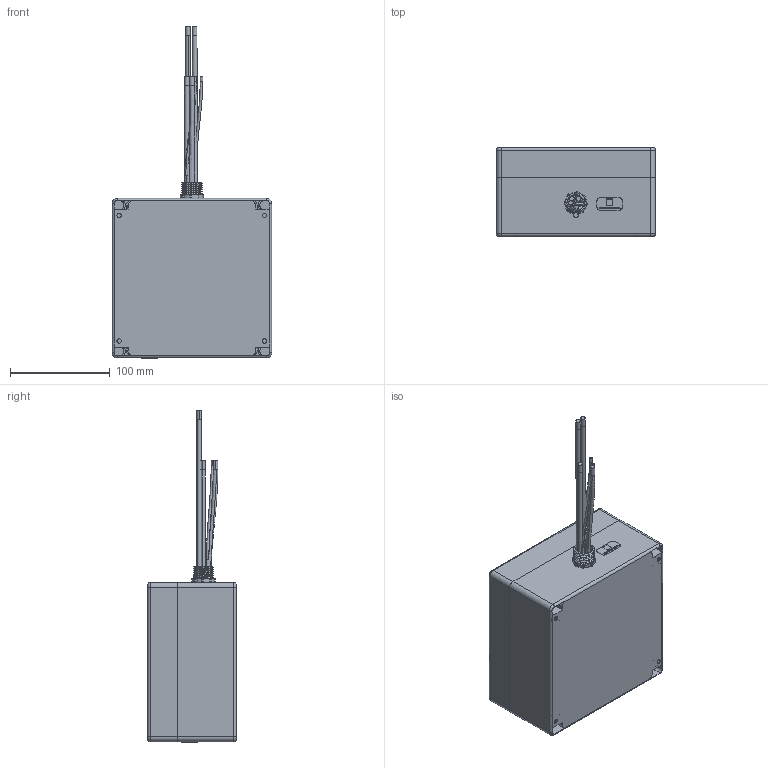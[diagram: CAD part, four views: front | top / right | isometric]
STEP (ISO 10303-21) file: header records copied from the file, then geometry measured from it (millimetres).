
FILE_DESCRIPTION (( 'STEP AP214' ), '1' );
FILE_NAME ('B70-00-6000-E.STEP', '2019-01-16T22:00:00', ( '' ), ( '' ), 'SwSTEP 2.0', 'SolidWorks 2018', '' );
FILE_SCHEMA (( 'AUTOMOTIVE_DESIGN' ));
Length unit declared in the file: inch
Products named in the file (35): Cable_1^3320-1534 rev a; B70-67-6000; B70-20-0001; Double-sided tape; Cable^3320-1768_; Cable^3320-1537 rev a; 3320-1532 277-480 WIRE; Conduit Collar; Cable^3320-1532 277-480 WIRE; CR-PHMS 0.138-32x0.75x0.75-S; 299-000-265; B70-50-0001; Cable_1^3320-1535 rev a; Conduit collar1; 270-000-294; Cable^3320-1536 rev a; 270-000-534; 3320-1535 rev a; 3320-1537 rev a; 687-000-038; 687-000-038 BENT TERMINAL_BENT 30 DEG; 3320-1534 rev a; CR-PHMS 0.112-40x0.25x0.25-S; 2003-1052-3; 3320-1768_; 824-000-041; Cable^3320-1533 277-480 WHITE; 299-300-016_cover; 299-300-016; 687-300-012; B70-00-6000-E; 3320-1533 277-480 WHITE; 2003-2595; Conduit collar2; 3320-1536 rev a
Assembly tree (49 placements, depth 4):
  B70-00-6000-E
    299-300-016_cover
    B70-20-0001
      B70-50-0001
        824-000-041  x2
      3320-1534 rev a
        687-000-038
        Cable_1^3320-1534 rev a
      3320-1532 277-480 WIRE
        687-000-038 BENT TERMINAL_BENT 30 DEG
        Cable^3320-1532 277-480 WIRE
      3320-1533 277-480 WHITE
        687-000-038 BENT TERMINAL_BENT 30 DEG
        Cable^3320-1533 277-480 WHITE
      3320-1535 rev a
        687-300-012
        Cable_1^3320-1535 rev a
      3320-1536 rev a
        687-300-012
        Cable^3320-1536 rev a
      3320-1537 rev a
        687-300-012
        Cable^3320-1537 rev a
      3320-1768_
        687-000-038
        Cable^3320-1768_
    CR-PHMS 0.138-32x0.75x0.75-S  x4
    CR-PHMS 0.112-40x0.25x0.25-S  x4
    270-000-534
    270-000-294
    Conduit Collar
      Conduit collar1
      Conduit collar2
    Double-sided tape  x5
    B70-67-6000
    2003-2595
    299-300-016
      299-000-265
    2003-1052-3
Bounding box: 160.3 x 88.98 x 333.16 mm (x, y, z)
Volume: 423643.8 mm3; surface area: 359169.5 mm2
Topology: 80 solids, 80 shells, 3537 faces, 9194 edges, 5940 vertices
Faces by surface type: plane 1470, cylinder 879, cone 590, bspline 500, torus 78, sphere 20
Entity records: 131335 total; most frequent: CARTESIAN_POINT 45281, ORIENTED_EDGE 13072, DIRECTION 11113, EDGE_CURVE 6536, VERTEX_POINT 4290, VECTOR 4053, LINE 4053, AXIS2_PLACEMENT_3D 3530
